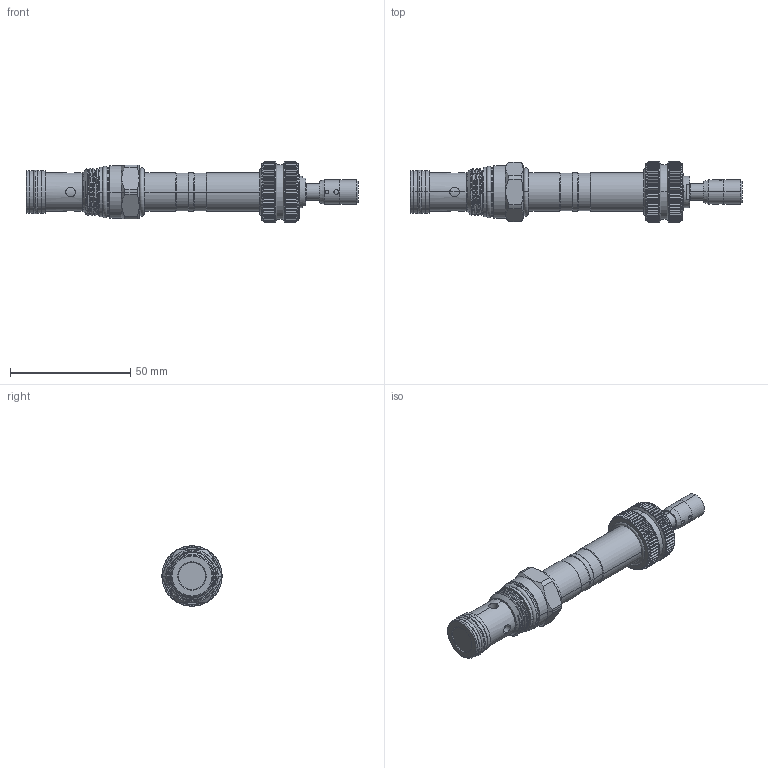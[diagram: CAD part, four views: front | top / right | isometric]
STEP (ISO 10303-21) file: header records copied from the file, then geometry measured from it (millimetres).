
FILE_DESCRIPTION (( 'STEP AP203' ), '1' );
FILE_NAME ('EP13A2C52T04.STEP', '2020-04-08T01:52:29', ( '' ), ( '' ), 'SwSTEP 2.0', 'SolidWorks 2018', '' );
FILE_SCHEMA (( 'CONFIG_CONTROL_DESIGN' ));
Length unit declared in the file: millimetre
Products named in the file (1): EP13A2C52T04
Bounding box: 137.85 x 25 x 25 mm (x, y, z)
Volume: 32243.5 mm3; surface area: 10993.1 mm2
Topology: 2 solids, 2 shells, 1022 faces, 2673 edges, 1691 vertices
Faces by surface type: plane 429, cylinder 419, cone 149, torus 14, bspline 11
Entity records: 37492 total; most frequent: CARTESIAN_POINT 13162, ORIENTED_EDGE 5342, DIRECTION 4794, EDGE_CURVE 2671, AXIS2_PLACEMENT_3D 1856, VERTEX_POINT 1689, VECTOR 1082, LINE 1082
